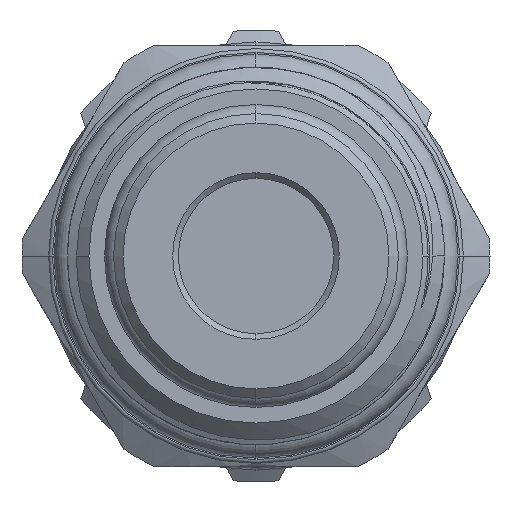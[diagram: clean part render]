
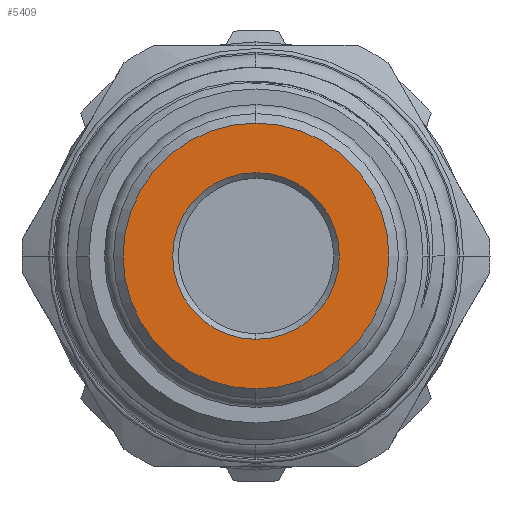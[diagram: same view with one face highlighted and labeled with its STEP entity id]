
A CAD part, left-side view. The second image highlights one B-rep face of the part: STEP entity #5409.
In plain terms, the highlighted planar face has unit normal (-1, 0, 0).
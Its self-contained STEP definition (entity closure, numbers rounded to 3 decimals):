
#325 = FACE_OUTER_BOUND ( 'NONE', #7250, .T. ) ;
#891 = AXIS2_PLACEMENT_3D ( 'NONE', #7155, #3845, #8542 ) ;
#1472 = FACE_BOUND ( 'NONE', #8573, .T. ) ;
#1536 = AXIS2_PLACEMENT_3D ( 'NONE', #3221, #3963, #4604 ) ;
#2209 = CARTESIAN_POINT ( 'NONE',  ( 0., 0., 0. ) ) ;
#2254 = EDGE_CURVE ( 'NONE', #7549, #6381, #5037, .T. ) ;
#2272 = CARTESIAN_POINT ( 'NONE',  ( 0., 0., 0. ) ) ;
#2653 = AXIS2_PLACEMENT_3D ( 'NONE', #2209, #4885, #8155 ) ;
#2949 = DIRECTION ( 'NONE',  ( -1., 0., 0. ) ) ;
#3150 = EDGE_CURVE ( 'NONE', #4722, #5161, #6791, .T. ) ;
#3221 = CARTESIAN_POINT ( 'NONE',  ( 0., 0., 0. ) ) ;
#3304 = ORIENTED_EDGE ( 'NONE', *, *, #2254, .T. ) ;
#3593 = ORIENTED_EDGE ( 'NONE', *, *, #3150, .T. ) ;
#3628 = DIRECTION ( 'NONE',  ( 0., 0., -1. ) ) ;
#3845 = DIRECTION ( 'NONE',  ( -1., 0., 0. ) ) ;
#3963 = DIRECTION ( 'NONE',  ( 1., 0., 0. ) ) ;
#4581 = ORIENTED_EDGE ( 'NONE', *, *, #6833, .T. ) ;
#4604 = DIRECTION ( 'NONE',  ( 0., 0., -1. ) ) ;
#4722 = VERTEX_POINT ( 'NONE', #4842 ) ;
#4842 = CARTESIAN_POINT ( 'NONE',  ( 0., 0., -4.39 ) ) ;
#4885 = DIRECTION ( 'NONE',  ( 1., 0., 0. ) ) ;
#4975 = CIRCLE ( 'NONE', #6400, 4.39 ) ;
#5037 = CIRCLE ( 'NONE', #5066, 7. ) ;
#5066 = AXIS2_PLACEMENT_3D ( 'NONE', #2272, #2949, #3628 ) ;
#5082 = EDGE_CURVE ( 'NONE', #6381, #7549, #7178, .T. ) ;
#5161 = VERTEX_POINT ( 'NONE', #6038 ) ;
#5409 = ADVANCED_FACE ( 'NONE', ( #1472, #325 ), #6125, .F. ) ;
#5537 = CARTESIAN_POINT ( 'NONE',  ( 0., 0., 0. ) ) ;
#6038 = CARTESIAN_POINT ( 'NONE',  ( 0., 0., 4.39 ) ) ;
#6059 = DIRECTION ( 'NONE',  ( 0., 0., -1. ) ) ;
#6125 = PLANE ( 'NONE',  #2653 ) ;
#6300 = CARTESIAN_POINT ( 'NONE',  ( 0., 0., 7. ) ) ;
#6350 = ORIENTED_EDGE ( 'NONE', *, *, #5082, .T. ) ;
#6381 = VERTEX_POINT ( 'NONE', #6300 ) ;
#6400 = AXIS2_PLACEMENT_3D ( 'NONE', #5537, #8176, #6059 ) ;
#6791 = CIRCLE ( 'NONE', #1536, 4.39 ) ;
#6833 = EDGE_CURVE ( 'NONE', #5161, #4722, #4975, .T. ) ;
#6924 = CARTESIAN_POINT ( 'NONE',  ( 0., 0., -7. ) ) ;
#7155 = CARTESIAN_POINT ( 'NONE',  ( 0., 0., 0. ) ) ;
#7178 = CIRCLE ( 'NONE', #891, 7. ) ;
#7250 = EDGE_LOOP ( 'NONE', ( #3304, #6350 ) ) ;
#7549 = VERTEX_POINT ( 'NONE', #6924 ) ;
#8155 = DIRECTION ( 'NONE',  ( 0., 0., -1. ) ) ;
#8176 = DIRECTION ( 'NONE',  ( 1., 0., 0. ) ) ;
#8542 = DIRECTION ( 'NONE',  ( 0., 0., -1. ) ) ;
#8573 = EDGE_LOOP ( 'NONE', ( #4581, #3593 ) ) ;
